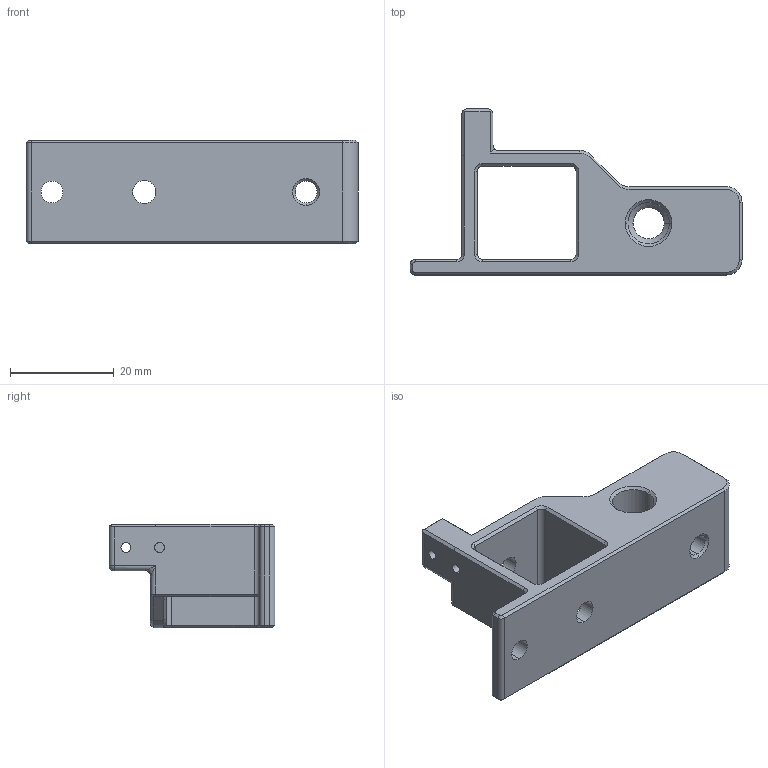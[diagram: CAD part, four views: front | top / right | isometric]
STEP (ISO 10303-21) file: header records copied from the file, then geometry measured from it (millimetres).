
FILE_DESCRIPTION (( 'STEP AP203' ), '1' );
FILE_NAME ('嫖粣盓殤_衵奻.STEP', '2021-09-03T10:30:37', ( '' ), ( '' ), 'SwSTEP 2.0', 'SolidWorks 2018', '' );
FILE_SCHEMA (( 'CONFIG_CONTROL_DESIGN' ));
Length unit declared in the file: millimetre
Products named in the file (1): 嫖粣盓殤_衵奻
Bounding box: 64 x 32 x 20 mm (x, y, z)
Volume: 14445.7 mm3; surface area: 6908.1 mm2
Topology: 1 solids, 1 shells, 122 faces, 293 edges, 170 vertices
Faces by surface type: plane 48, cylinder 36, cone 33, bspline 2, sphere 2, torus 1
Entity records: 3648 total; most frequent: CARTESIAN_POINT 718, DIRECTION 616, ORIENTED_EDGE 580, EDGE_CURVE 290, AXIS2_PLACEMENT_3D 220, LINE 176, VECTOR 176, VERTEX_POINT 170
